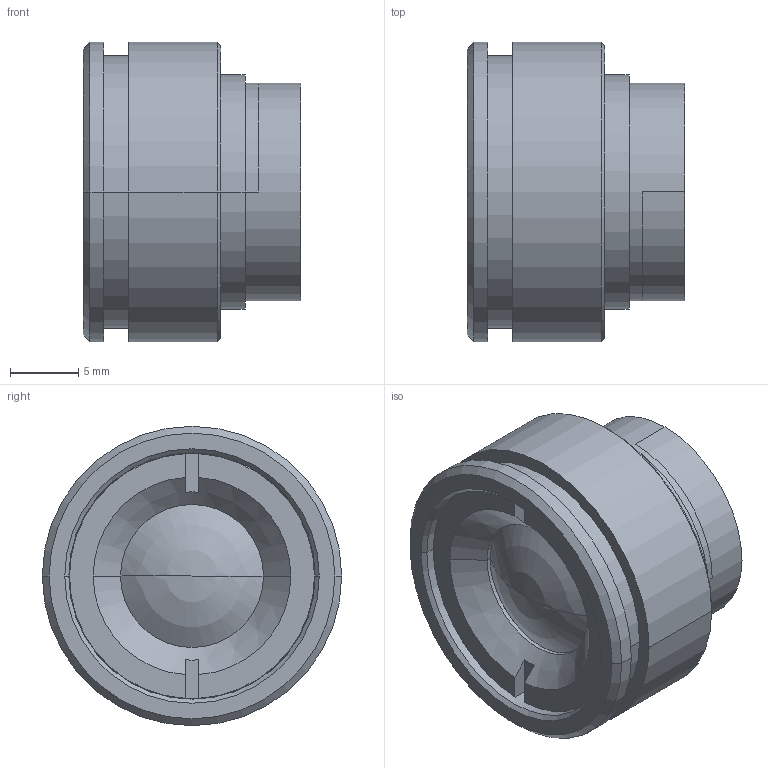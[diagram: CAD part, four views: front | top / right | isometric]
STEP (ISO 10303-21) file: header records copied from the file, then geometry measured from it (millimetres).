
FILE_DESCRIPTION((''),'2;1');
FILE_NAME('H4816Z-00_1','2025-05-28T11:38:50',('lishuaijun5'),(''),'CREO PARAMETRIC BY PTC INC, 2020044','CREO PARAMETRIC BY PTC INC, 2020044','');
FILE_SCHEMA(('AUTOMOTIVE_DESIGN { 1 0 10303 214 1 1 1 1 }'));
Length unit declared in the file: millimetre
Products named in the file (1): H4816Z-00_1
Bounding box: 16 x 22 x 22 mm (x, y, z)
Volume: 4062.2 mm3; surface area: 2251.1 mm2
Topology: 1 solids, 1 shells, 54 faces, 128 edges, 80 vertices
Faces by surface type: cylinder 18, plane 16, cone 14, sphere 2, torus 2, revolution 2
Entity records: 1672 total; most frequent: CARTESIAN_POINT 329, DIRECTION 290, ORIENTED_EDGE 248, EDGE_CURVE 124, AXIS2_PLACEMENT_3D 122, VERTEX_POINT 80, CIRCLE 70, EDGE_LOOP 62
